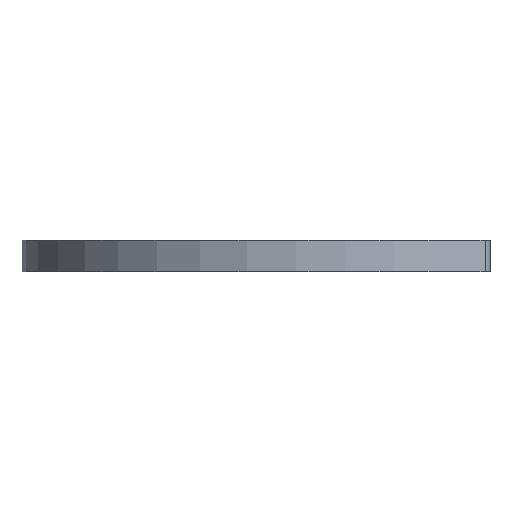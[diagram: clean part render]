
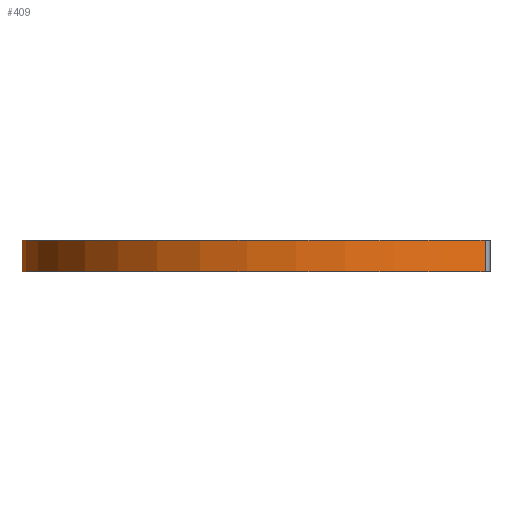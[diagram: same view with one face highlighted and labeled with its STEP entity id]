
A CAD part, front view. The second image highlights one B-rep face of the part: STEP entity #409.
In plain terms, the highlighted cylindrical face has radius 28.5 mm (diameter 57 mm), a partial arc.
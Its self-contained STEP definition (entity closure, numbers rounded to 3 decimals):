
#67 = VERTEX_POINT ( 'NONE', #290 ) ;
#83 = CARTESIAN_POINT ( 'NONE',  ( 15.27, -24.064, 3. ) ) ;
#90 = DIRECTION ( 'NONE',  ( 1., 0., 0. ) ) ;
#113 = ORIENTED_EDGE ( 'NONE', *, *, #501, .F. ) ;
#126 = EDGE_LOOP ( 'NONE', ( #113, #666, #154, #507 ) ) ;
#128 = VERTEX_POINT ( 'NONE', #353 ) ;
#132 = DIRECTION ( 'NONE',  ( 1., 0., 0. ) ) ;
#134 = CARTESIAN_POINT ( 'NONE',  ( 0., 0., 0. ) ) ;
#145 = AXIS2_PLACEMENT_3D ( 'NONE', #463, #580, #132 ) ;
#154 = ORIENTED_EDGE ( 'NONE', *, *, #515, .T. ) ;
#157 = LINE ( 'NONE', #376, #476 ) ;
#212 = CIRCLE ( 'NONE', #145, 28.5 ) ;
#225 = CYLINDRICAL_SURFACE ( 'NONE', #599, 28.5 ) ;
#230 = LINE ( 'NONE', #332, #324 ) ;
#237 = DIRECTION ( 'NONE',  ( 0., 0., 1. ) ) ;
#274 = EDGE_CURVE ( 'NONE', #128, #479, #157, .T. ) ;
#289 = AXIS2_PLACEMENT_3D ( 'NONE', #134, #237, #90 ) ;
#290 = CARTESIAN_POINT ( 'NONE',  ( -28.5, 0., 0. ) ) ;
#295 = CARTESIAN_POINT ( 'NONE',  ( -28.5, 0., 3. ) ) ;
#324 = VECTOR ( 'NONE', #551, 1000. ) ;
#332 = CARTESIAN_POINT ( 'NONE',  ( -28.5, 0., 3. ) ) ;
#344 = DIRECTION ( 'NONE',  ( 0., 0., -1. ) ) ;
#353 = CARTESIAN_POINT ( 'NONE',  ( 15.27, -24.064, 0. ) ) ;
#376 = CARTESIAN_POINT ( 'NONE',  ( 15.27, -24.064, 3. ) ) ;
#409 = ADVANCED_FACE ( 'NONE', ( #500 ), #225, .T. ) ;
#460 = EDGE_CURVE ( 'NONE', #564, #67, #230, .T. ) ;
#463 = CARTESIAN_POINT ( 'NONE',  ( 0., 0., 3. ) ) ;
#476 = VECTOR ( 'NONE', #592, 1000. ) ;
#479 = VERTEX_POINT ( 'NONE', #83 ) ;
#500 = FACE_OUTER_BOUND ( 'NONE', #126, .T. ) ;
#501 = EDGE_CURVE ( 'NONE', #564, #479, #212, .T. ) ;
#507 = ORIENTED_EDGE ( 'NONE', *, *, #274, .T. ) ;
#512 = CARTESIAN_POINT ( 'NONE',  ( 0., 0., 3. ) ) ;
#515 = EDGE_CURVE ( 'NONE', #67, #128, #523, .T. ) ;
#523 = CIRCLE ( 'NONE', #289, 28.5 ) ;
#551 = DIRECTION ( 'NONE',  ( 0., 0., -1. ) ) ;
#554 = DIRECTION ( 'NONE',  ( -1., 0., 0. ) ) ;
#564 = VERTEX_POINT ( 'NONE', #295 ) ;
#580 = DIRECTION ( 'NONE',  ( 0., 0., 1. ) ) ;
#592 = DIRECTION ( 'NONE',  ( 0., 0., 1. ) ) ;
#599 = AXIS2_PLACEMENT_3D ( 'NONE', #512, #344, #554 ) ;
#666 = ORIENTED_EDGE ( 'NONE', *, *, #460, .T. ) ;
